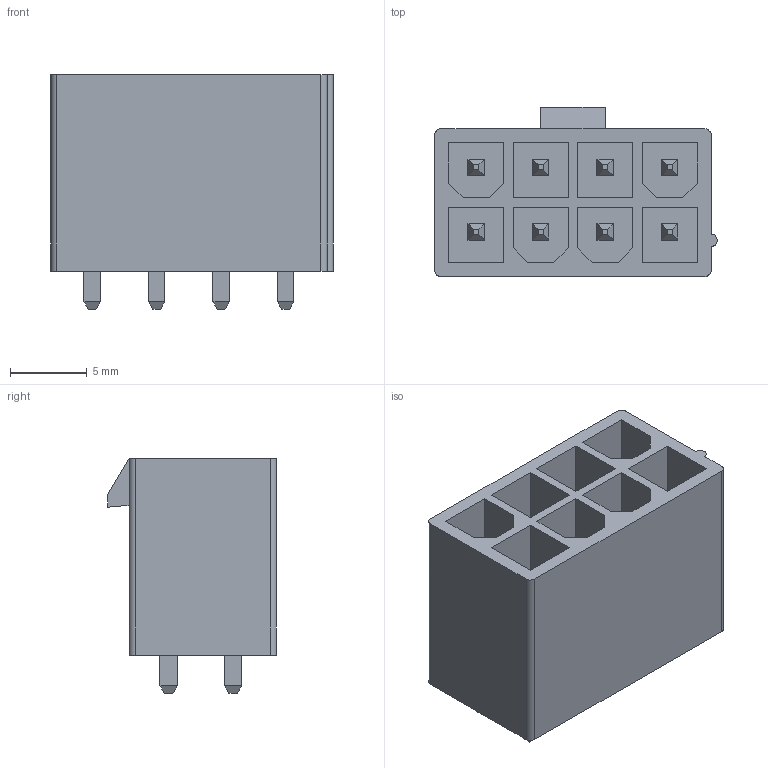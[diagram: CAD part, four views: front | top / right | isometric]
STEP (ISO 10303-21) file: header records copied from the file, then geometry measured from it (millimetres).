
FILE_DESCRIPTION (( 'STEP AP214' ), '1' );
FILE_NAME ('CON5569P8_TV.STEP', '2021-11-24T05:49:48', ( 'boksop' ), ( '' ), 'SwSTEP 2.0', 'SolidWorks 2020', '' );
FILE_SCHEMA (( 'AUTOMOTIVE_DESIGN' ));
Length unit declared in the file: millimetre
Products named in the file (1): CON5569P8_TV
Bounding box: 18.4 x 11 x 15.3 mm (x, y, z)
Volume: 1381.2 mm3; surface area: 2315.4 mm2
Topology: 1 solids, 1 shells, 209 faces, 483 edges, 300 vertices
Faces by surface type: plane 204, cylinder 5
Entity records: 6545 total; most frequent: CARTESIAN_POINT 993, ORIENTED_EDGE 966, DIRECTION 913, EDGE_CURVE 483, LINE 473, VECTOR 473, VERTEX_POINT 300, EDGE_LOOP 233
